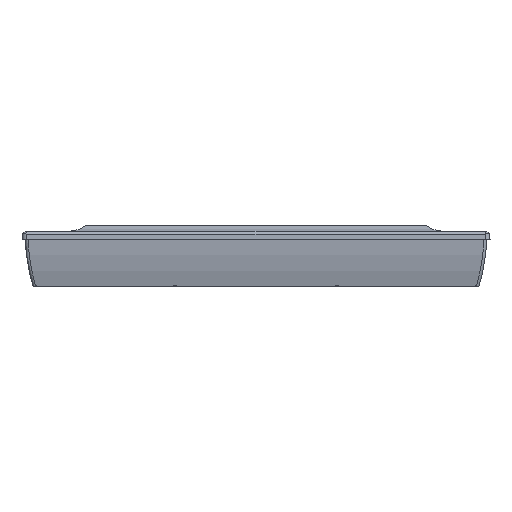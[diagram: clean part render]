
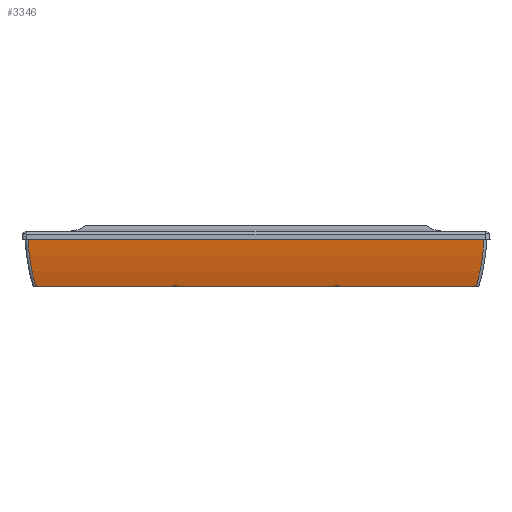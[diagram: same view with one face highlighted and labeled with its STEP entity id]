
A CAD part, front view. The second image highlights one B-rep face of the part: STEP entity #3346.
In plain terms, the highlighted cylindrical face has radius 33.85 mm (diameter 67.7 mm), a partial arc.
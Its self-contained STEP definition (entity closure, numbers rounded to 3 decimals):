
#373 = EDGE_CURVE ( 'NONE', #2930, #2628, #6751, .T. ) ;
#431 = ORIENTED_EDGE ( 'NONE', *, *, #4930, .T. ) ;
#550 = CARTESIAN_POINT ( 'NONE',  ( -156.118, 158.525, -1.1 ) ) ;
#586 = VERTEX_POINT ( 'NONE', #2340 ) ;
#781 = DIRECTION ( 'NONE',  ( 1., 0., 0. ) ) ;
#934 = ORIENTED_EDGE ( 'NONE', *, *, #373, .T. ) ;
#976 = CARTESIAN_POINT ( 'NONE',  ( -238.067, 158.525, -1.1 ) ) ;
#1205 = ORIENTED_EDGE ( 'NONE', *, *, #6672, .T. ) ;
#1212 = ORIENTED_EDGE ( 'NONE', *, *, #6459, .T. ) ;
#1295 = CARTESIAN_POINT ( 'NONE',  ( -156.118, 158.525, -1.1 ) ) ;
#1824 = CARTESIAN_POINT ( 'NONE',  ( -236.675, 159.939, -9.5 ) ) ;
#1864 = VECTOR ( 'NONE', #3347, 1000. ) ;
#1920 = CARTESIAN_POINT ( 'NONE',  ( -156.118, 158.525, -1.1 ) ) ;
#2217 = CARTESIAN_POINT ( 'NONE',  ( -237.954, 158.64, -3.924 ) ) ;
#2340 = CARTESIAN_POINT ( 'NONE',  ( -157.51, 159.939, -9.5 ) ) ;
#2537 = B_SPLINE_CURVE_WITH_KNOTS ( 'NONE', 3,
 ( #6082, #8854, #5398, #1920 ),
 .UNSPECIFIED., .F., .F.,
 ( 4, 4 ),
 ( 0., 1. ),
 .UNSPECIFIED. ) ;
#2539 = EDGE_LOOP ( 'NONE', ( #934, #1212, #431, #1205 ) ) ;
#2628 = VERTEX_POINT ( 'NONE', #7621 ) ;
#2930 = VERTEX_POINT ( 'NONE', #1295 ) ;
#3346 = ADVANCED_FACE ( 'NONE', ( #8276 ), #7544, .T. ) ;
#3347 = DIRECTION ( 'NONE',  ( -1., 0., 0. ) ) ;
#3679 = CARTESIAN_POINT ( 'NONE',  ( -236.675, 159.939, -9.5 ) ) ;
#4168 = CARTESIAN_POINT ( 'NONE',  ( -197.092, 192.348, 0.271 ) ) ;
#4485 = AXIS2_PLACEMENT_3D ( 'NONE', #4168, #781, #6310 ) ;
#4659 = DIRECTION ( 'NONE',  ( 1., 0., 0. ) ) ;
#4926 = VERTEX_POINT ( 'NONE', #1824 ) ;
#4930 = EDGE_CURVE ( 'NONE', #4926, #586, #6024, .T. ) ;
#5398 = CARTESIAN_POINT ( 'NONE',  ( -156.231, 158.64, -3.924 ) ) ;
#6024 = LINE ( 'NONE', #8796, #7655 ) ;
#6082 = CARTESIAN_POINT ( 'NONE',  ( -157.51, 159.939, -9.5 ) ) ;
#6310 = DIRECTION ( 'NONE',  ( 0., 0., -1. ) ) ;
#6459 = EDGE_CURVE ( 'NONE', #2628, #4926, #7227, .T. ) ;
#6672 = EDGE_CURVE ( 'NONE', #586, #2930, #2537, .T. ) ;
#6751 = LINE ( 'NONE', #550, #1864 ) ;
#7227 = B_SPLINE_CURVE_WITH_KNOTS ( 'NONE', 3,
 ( #976, #2217, #7917, #3679 ),
 .UNSPECIFIED., .F., .F.,
 ( 4, 4 ),
 ( 0., 1. ),
 .UNSPECIFIED. ) ;
#7544 = CYLINDRICAL_SURFACE ( 'NONE', #4485, 33.85 ) ;
#7621 = CARTESIAN_POINT ( 'NONE',  ( -238.067, 158.525, -1.1 ) ) ;
#7655 = VECTOR ( 'NONE', #4659, 1000. ) ;
#7917 = CARTESIAN_POINT ( 'NONE',  ( -237.49, 159.111, -6.755 ) ) ;
#8276 = FACE_OUTER_BOUND ( 'NONE', #2539, .T. ) ;
#8796 = CARTESIAN_POINT ( 'NONE',  ( -197.092, 159.939, -9.5 ) ) ;
#8854 = CARTESIAN_POINT ( 'NONE',  ( -156.695, 159.111, -6.755 ) ) ;
